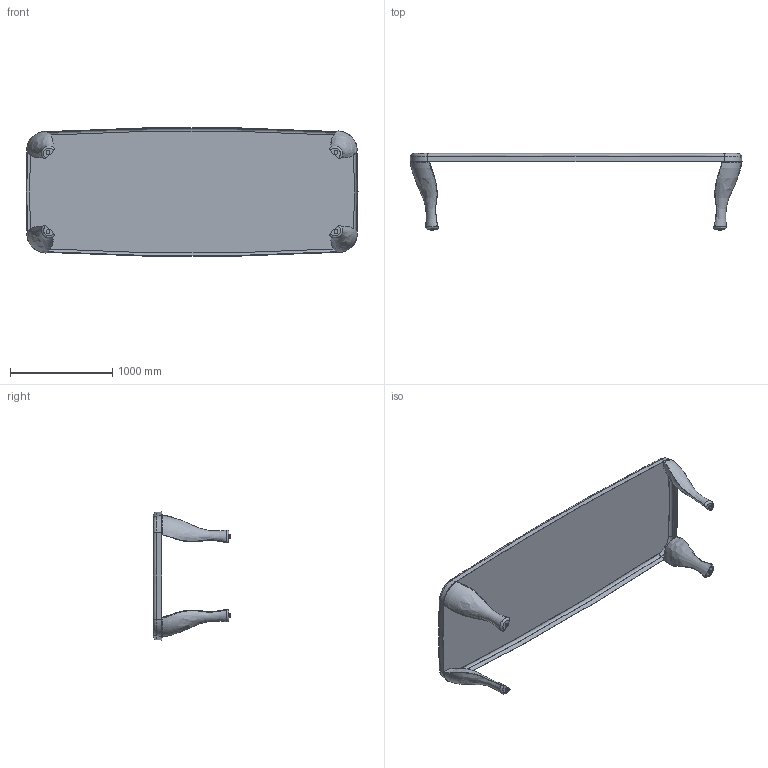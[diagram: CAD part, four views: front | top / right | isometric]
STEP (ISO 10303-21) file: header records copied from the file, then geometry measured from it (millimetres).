
FILE_DESCRIPTION (( 'STEP AP214' ), '1' );
FILE_NAME ('TB320.STEP', '2021-09-20T11:52:51', ( '' ), ( '' ), 'SwSTEP 2.0', 'SolidWorks 2021', '' );
FILE_SCHEMA (( 'AUTOMOTIVE_DESIGN' ));
Length unit declared in the file: millimetre
Products named in the file (3): TB320; Stelvoet 925 DUPO Ø38 M10x24  9 hoog; TB320_Domyslna
Assembly tree (5 placements, depth 2):
  TB320
    TB320_Domyslna
    Stelvoet 925 DUPO Ø38 M10x24  9 hoog  x4
Bounding box: 3254 x 755 x 1254.84 mm (x, y, z)
Volume: 15509703 mm3; surface area: 11588936.2 mm2
Topology: 9 solids, 9 shells, 298 faces, 768 edges, 496 vertices
Faces by surface type: cylinder 164, bspline 92, plane 34, cone 8
Entity records: 70405 total; most frequent: CARTESIAN_POINT 65466, ORIENTED_EDGE 810, DIRECTION 447, EDGE_CURVE 405, VERTEX_POINT 256, B_SPLINE_CURVE_WITH_KNOTS 224, AXIS2_PLACEMENT_3D 191, EDGE_LOOP 173
